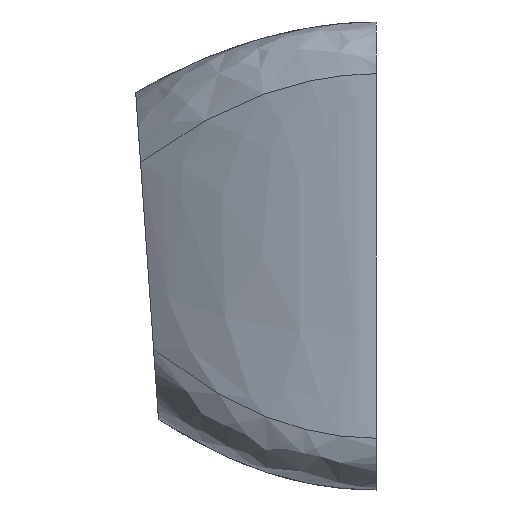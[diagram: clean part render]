
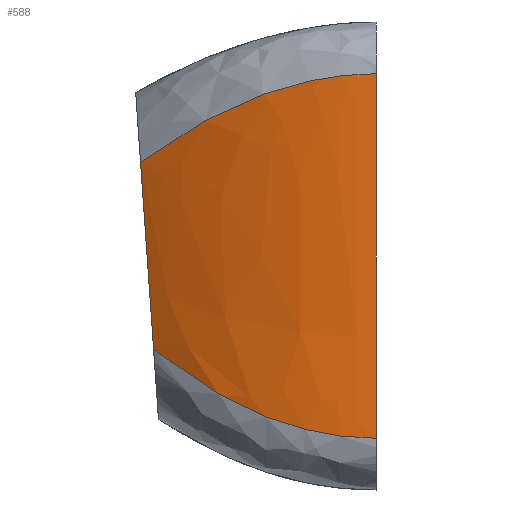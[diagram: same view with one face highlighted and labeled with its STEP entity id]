
A CAD part, left-side view. The second image highlights one B-rep face of the part: STEP entity #588.
In plain terms, the highlighted free-form (B-spline) face has degree [3, 3] with [4, 4] control points.
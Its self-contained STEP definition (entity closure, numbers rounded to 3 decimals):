
#30=LINE('',#1284,#75);
#34=LINE('',#1301,#79);
#75=VECTOR('',#662,10.);
#79=VECTOR('',#676,10.);
#128=B_SPLINE_SURFACE_WITH_KNOTS('',3,3,((#1315,#1316,#1317,#1318),(#1319,
#1320,#1321,#1322),(#1323,#1324,#1325,#1326),(#1327,#1328,#1329,#1330)),
 .UNSPECIFIED.,.F.,.F.,.F.,(4,4),(4,4),(0.,1.),(0.,1.),.UNSPECIFIED.);
#147=FACE_OUTER_BOUND('',#183,.T.);
#183=EDGE_LOOP('',(#449,#450,#451,#452));
#232=B_SPLINE_CURVE_WITH_KNOTS('',3,(#1331,#1332,#1333,#1334),
 .UNSPECIFIED.,.F.,.F.,(4,4),(0.,1.),.UNSPECIFIED.);
#233=B_SPLINE_CURVE_WITH_KNOTS('',3,(#1335,#1336,#1337,#1338),
 .UNSPECIFIED.,.F.,.F.,(4,4),(0.,1.),.UNSPECIFIED.);
#256=VERTEX_POINT('',#1282);
#257=VERTEX_POINT('',#1283);
#264=VERTEX_POINT('',#1299);
#265=VERTEX_POINT('',#1300);
#322=EDGE_CURVE('',#256,#257,#30,.T.);
#330=EDGE_CURVE('',#264,#265,#34,.T.);
#338=EDGE_CURVE('',#265,#257,#232,.T.);
#339=EDGE_CURVE('',#264,#256,#233,.T.);
#449=ORIENTED_EDGE('',*,*,#330,.T.);
#450=ORIENTED_EDGE('',*,*,#338,.T.);
#451=ORIENTED_EDGE('',*,*,#322,.F.);
#452=ORIENTED_EDGE('',*,*,#339,.F.);
#588=ADVANCED_FACE('',(#147),#128,.T.);
#662=DIRECTION('',(0.,0.,-1.));
#676=DIRECTION('',(0.,-0.07,-0.998));
#1282=CARTESIAN_POINT('',(0.,0.,16.1));
#1283=CARTESIAN_POINT('',(0.,0.,2.));
#1284=CARTESIAN_POINT('',(0.,0.,16.1));
#1299=CARTESIAN_POINT('',(2.7,9.12,12.669));
#1300=CARTESIAN_POINT('',(2.7,8.614,5.431));
#1301=CARTESIAN_POINT('',(2.7,9.12,12.669));
#1315=CARTESIAN_POINT('Ctrl Pts',(2.7,9.12,12.669));
#1316=CARTESIAN_POINT('Ctrl Pts',(0.9,6.08,14.956));
#1317=CARTESIAN_POINT('Ctrl Pts',(0.,2.956,
16.1));
#1318=CARTESIAN_POINT('Ctrl Pts',(0.,0.,16.1));
#1319=CARTESIAN_POINT('Ctrl Pts',(2.7,9.022,11.259));
#1320=CARTESIAN_POINT('Ctrl Pts',(0.939,6.014,13.324));
#1321=CARTESIAN_POINT('Ctrl Pts',(0.,2.956,
15.053));
#1322=CARTESIAN_POINT('Ctrl Pts',(0.,0.,15.053));
#1323=CARTESIAN_POINT('Ctrl Pts',(2.7,8.713,6.841));
#1324=CARTESIAN_POINT('Ctrl Pts',(0.939,5.808,4.776));
#1325=CARTESIAN_POINT('Ctrl Pts',(0.,2.956,
3.047));
#1326=CARTESIAN_POINT('Ctrl Pts',(0.,0.,3.047));
#1327=CARTESIAN_POINT('Ctrl Pts',(2.7,8.614,5.431));
#1328=CARTESIAN_POINT('Ctrl Pts',(0.9,5.743,3.144));
#1329=CARTESIAN_POINT('Ctrl Pts',(0.,2.956,
2.));
#1330=CARTESIAN_POINT('Ctrl Pts',(0.,0.,2.));
#1331=CARTESIAN_POINT('Ctrl Pts',(2.7,8.614,5.431));
#1332=CARTESIAN_POINT('Ctrl Pts',(0.9,5.743,3.144));
#1333=CARTESIAN_POINT('Ctrl Pts',(0.,2.956,
2.));
#1334=CARTESIAN_POINT('Ctrl Pts',(0.,0.,
2.));
#1335=CARTESIAN_POINT('Ctrl Pts',(2.7,9.12,12.669));
#1336=CARTESIAN_POINT('Ctrl Pts',(0.9,6.08,14.956));
#1337=CARTESIAN_POINT('Ctrl Pts',(0.,2.956,
16.1));
#1338=CARTESIAN_POINT('Ctrl Pts',(0.,0.,
16.1));
